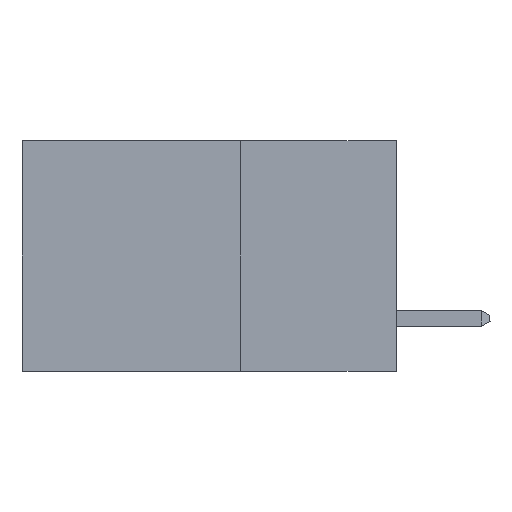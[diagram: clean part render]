
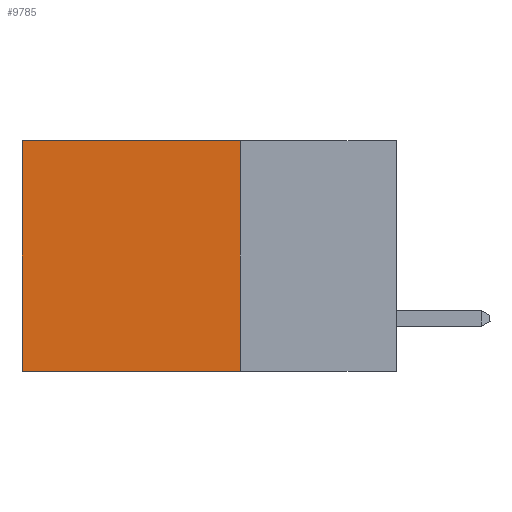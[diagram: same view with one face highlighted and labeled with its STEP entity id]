
A CAD part, left-side view. The second image highlights one B-rep face of the part: STEP entity #9785.
In plain terms, the highlighted planar face has unit normal (-1, 0, 0).
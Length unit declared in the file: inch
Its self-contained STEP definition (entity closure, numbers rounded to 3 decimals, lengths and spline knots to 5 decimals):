
#231 = EDGE_CURVE ( 'NONE', #23833, #19842, #11212, .T. ) ;
#252 = EDGE_CURVE ( 'NONE', #15449, #19368, #10525, .T. ) ;
#1884 = DIRECTION ( 'NONE',  ( 0., 0., -1. ) ) ;
#2074 = CARTESIAN_POINT ( 'NONE',  ( 0.298, 0.6, 0. ) ) ;
#3391 = CARTESIAN_POINT ( 'NONE',  ( 0.298, 0.25, 0. ) ) ;
#5301 = VECTOR ( 'NONE', #8708, 39.37008 ) ;
#5419 = ORIENTED_EDGE ( 'NONE', *, *, #21299, .T. ) ;
#6387 = CARTESIAN_POINT ( 'NONE',  ( 0.298, 0.25, 0. ) ) ;
#6687 = ORIENTED_EDGE ( 'NONE', *, *, #23732, .F. ) ;
#7760 = FACE_OUTER_BOUND ( 'NONE', #16282, .T. ) ;
#7878 = DIRECTION ( 'NONE',  ( 0., 0., -1. ) ) ;
#8708 = DIRECTION ( 'NONE',  ( 0., 1., 0. ) ) ;
#9785 = ADVANCED_FACE ( 'NONE', ( #7760 ), #23389, .F. ) ;
#9935 = LINE ( 'NONE', #15228, #11348 ) ;
#10269 = CARTESIAN_POINT ( 'NONE',  ( 0.298, 0.25, -0.37 ) ) ;
#10525 = LINE ( 'NONE', #6387, #23110 ) ;
#10563 = ORIENTED_EDGE ( 'NONE', *, *, #252, .T. ) ;
#11212 = LINE ( 'NONE', #10269, #5301 ) ;
#11348 = VECTOR ( 'NONE', #1884, 39.37008 ) ;
#12004 = DIRECTION ( 'NONE',  ( 0., 1., 0. ) ) ;
#15228 = CARTESIAN_POINT ( 'NONE',  ( 0.298, 0.6, 0. ) ) ;
#15449 = VERTEX_POINT ( 'NONE', #27343 ) ;
#15623 = CARTESIAN_POINT ( 'NONE',  ( 0.298, 0.25, 0. ) ) ;
#16074 = VECTOR ( 'NONE', #24584, 39.37008 ) ;
#16282 = EDGE_LOOP ( 'NONE', ( #5419, #20673, #6687, #10563 ) ) ;
#19351 = CARTESIAN_POINT ( 'NONE',  ( 0.298, 0.6, -0.37 ) ) ;
#19368 = VERTEX_POINT ( 'NONE', #2074 ) ;
#19842 = VERTEX_POINT ( 'NONE', #19351 ) ;
#20673 = ORIENTED_EDGE ( 'NONE', *, *, #231, .F. ) ;
#21259 = DIRECTION ( 'NONE',  ( 1., 0., 0. ) ) ;
#21299 = EDGE_CURVE ( 'NONE', #19368, #19842, #9935, .T. ) ;
#22039 = LINE ( 'NONE', #15623, #16074 ) ;
#22758 = CARTESIAN_POINT ( 'NONE',  ( 0.298, 0.25, -0.37 ) ) ;
#23110 = VECTOR ( 'NONE', #12004, 39.37008 ) ;
#23389 = PLANE ( 'NONE',  #27267 ) ;
#23732 = EDGE_CURVE ( 'NONE', #15449, #23833, #22039, .T. ) ;
#23833 = VERTEX_POINT ( 'NONE', #22758 ) ;
#24584 = DIRECTION ( 'NONE',  ( 0., 0., -1. ) ) ;
#27267 = AXIS2_PLACEMENT_3D ( 'NONE', #3391, #21259, #7878 ) ;
#27343 = CARTESIAN_POINT ( 'NONE',  ( 0.298, 0.25, 0. ) ) ;
